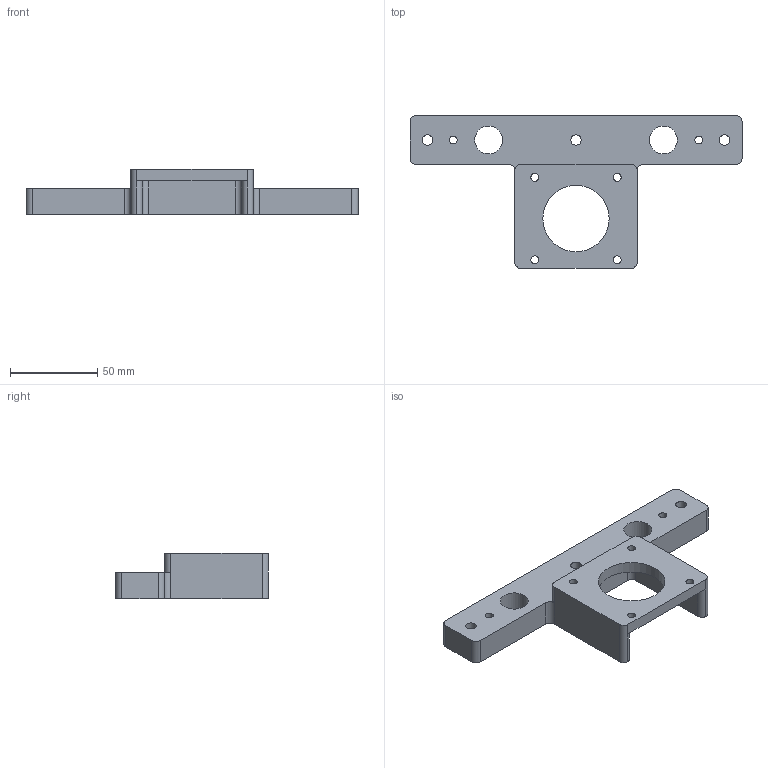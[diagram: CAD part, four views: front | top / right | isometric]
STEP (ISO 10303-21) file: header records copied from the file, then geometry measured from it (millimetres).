
FILE_DESCRIPTION(/* description */ (''),/* implementation_level */ '2;1');
FILE_NAME(/* name */ '1.step',/* time_stamp */ '2020-03-29T20:18:24+03:00',/* author */ (''),/* organization */ (''),/* preprocessor_version */ 'ST-DEVELOPER v18',/* originating_system */ 'Autodesk Translation Framework v8.12.0.6',/* authorisation */ '');
FILE_SCHEMA (('AUTOMOTIVE_DESIGN { 1 0 10303 214 3 1 1 }'));
Length unit declared in the file: millimetre
Products named in the file (1): Nema23-Holder
Bounding box: 190 x 87.5 x 26 mm (x, y, z)
Volume: 109092.6 mm3; surface area: 32484.1 mm2
Topology: 1 solids, 1 shells, 42 faces, 117 edges, 77 vertices
Faces by surface type: cylinder 26, plane 16
Full cylindrical faces by diameter (mm): 4.529 x6, 6 x3, 16 x2, 38 x1
Entity records: 1451 total; most frequent: DIRECTION 256, CARTESIAN_POINT 237, ORIENTED_EDGE 234, EDGE_CURVE 117, AXIS2_PLACEMENT_3D 96, VERTEX_POINT 77, EDGE_LOOP 66, LINE 64
